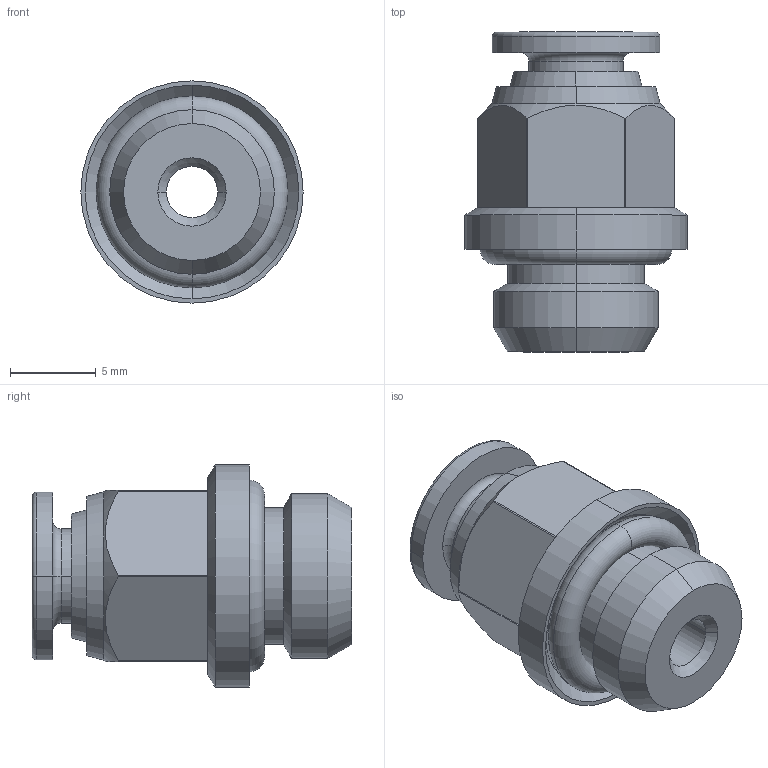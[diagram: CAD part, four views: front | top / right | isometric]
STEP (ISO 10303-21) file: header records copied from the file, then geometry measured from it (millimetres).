
FILE_DESCRIPTION (( 'STEP AP214' ), '1' );
FILE_NAME ('5902000002A.STEP', '2016-05-12T13:52:18', ( '' ), ( '' ), 'SwSTEP 2.0', 'SolidWorks 2016', '' );
FILE_SCHEMA (( 'AUTOMOTIVE_DESIGN' ));
Length unit declared in the file: millimetre
Products named in the file (1): 5902000002A
Bounding box: 13 x 18.7 x 13 mm (x, y, z)
Surface area: 1322.7 mm2 (no closed solid volume)
Topology: 0 solids, 5 shells, 113 faces, 284 edges, 182 vertices
Faces by surface type: plane 47, cylinder 22, cone 20, bspline 14, torus 10
Entity records: 5196 total; most frequent: CARTESIAN_POINT 1278, ORIENTED_EDGE 544, DIRECTION 536, EDGE_CURVE 284, AXIS2_PLACEMENT_3D 200, VERTEX_POINT 182, VECTOR 136, LINE 136
